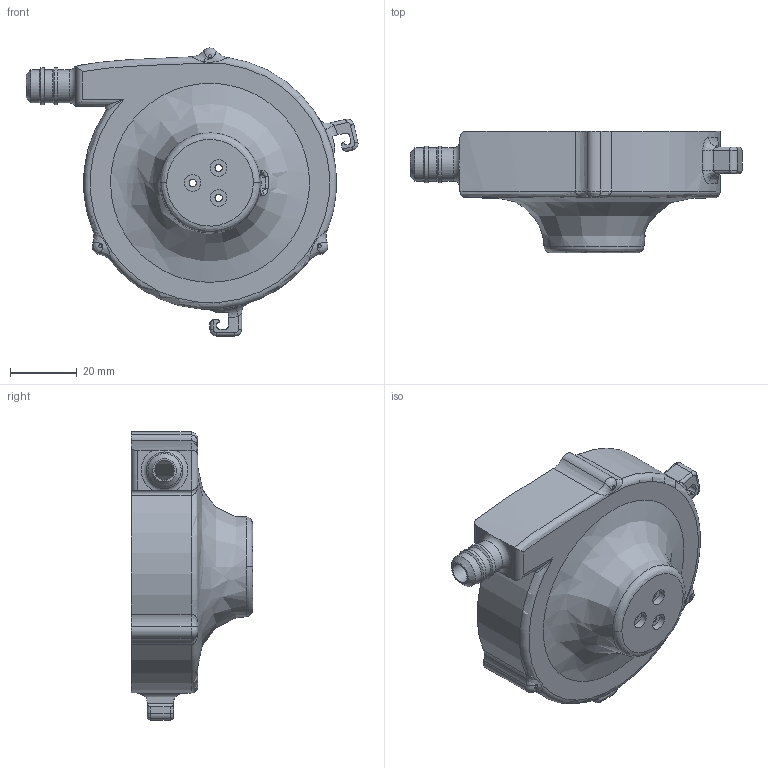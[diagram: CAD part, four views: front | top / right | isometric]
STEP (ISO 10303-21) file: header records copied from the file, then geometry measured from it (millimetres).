
FILE_DESCRIPTION(/* description */ (''),/* implementation_level */ '2;1');
FILE_NAME(/* name */ 'Blower Casing Bottom.step',/* time_stamp */ '2021-07-21T17:48:44+02:00',/* author */ (''),/* organization */ (''),/* preprocessor_version */ 'ST-DEVELOPER v18.1',/* originating_system */ 'Autodesk Translation Framework v10.9.0.1377',/* authorisation */ '');
FILE_SCHEMA (('AUTOMOTIVE_DESIGN { 1 0 10303 214 3 1 1 }'));
Length unit declared in the file: millimetre
Products named in the file (1): Blower Casing Bottom
Bounding box: 99.7 x 36.5 x 86.5 mm (x, y, z)
Volume: 37685.5 mm3; surface area: 22971.4 mm2
Topology: 1 solids, 1 shells, 423 faces, 1153 edges, 741 vertices
Faces by surface type: cylinder 310, bspline 53, plane 49, torus 7, cone 3, sphere 1
Full cylindrical faces by diameter (mm): 1.623 x57, 2.074 x36, 2.2 x3, 4 x1, 5 x3, 6 x1, 10 x3, 11 x2, 25 x1, 71 x1
Entity records: 28851 total; most frequent: CARTESIAN_POINT 19375, ORIENTED_EDGE 2298, DIRECTION 1461, EDGE_CURVE 1149, VERTEX_POINT 741, B_SPLINE_CURVE_WITH_KNOTS 599, AXIS2_PLACEMENT_3D 543, EDGE_LOOP 446
